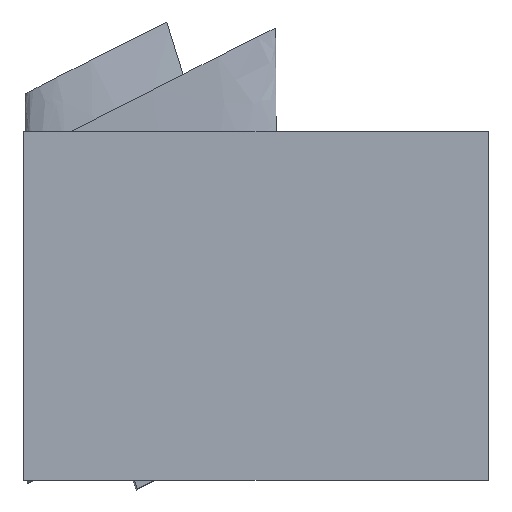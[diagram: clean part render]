
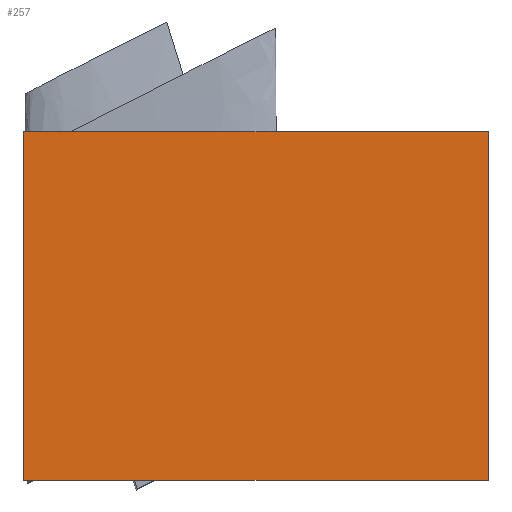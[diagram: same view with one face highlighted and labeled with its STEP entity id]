
A CAD part, top view. The second image highlights one B-rep face of the part: STEP entity #257.
In plain terms, the highlighted planar face has unit normal (0, 0, 1).
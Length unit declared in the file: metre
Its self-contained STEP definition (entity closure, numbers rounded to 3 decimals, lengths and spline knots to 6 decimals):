
#60=ORIENTED_EDGE('',*,*,#126,.F.);
#61=ORIENTED_EDGE('',*,*,#119,.F.);
#62=ORIENTED_EDGE('',*,*,#127,.T.);
#63=ORIENTED_EDGE('',*,*,#124,.T.);
#119=EDGE_CURVE('',#153,#151,#177,.T.);
#124=EDGE_CURVE('',#157,#156,#182,.T.);
#126=EDGE_CURVE('',#151,#156,#184,.T.);
#127=EDGE_CURVE('',#153,#157,#185,.T.);
#151=VERTEX_POINT('',#378);
#153=VERTEX_POINT('',#382);
#156=VERTEX_POINT('',#392);
#157=VERTEX_POINT('',#394);
#177=LINE('',#383,#195);
#182=LINE('',#393,#200);
#184=LINE('',#397,#202);
#185=LINE('',#398,#203);
#195=VECTOR('',#331,1.);
#200=VECTOR('',#340,1.);
#202=VECTOR('',#344,1.);
#203=VECTOR('',#345,1.);
#213=EDGE_LOOP('',(#60,#61,#62,#63));
#229=FACE_BOUND('',#213,.T.);
#245=PLANE('',#312);
#257=ADVANCED_FACE('',(#229),#245,.T.);
#312=AXIS2_PLACEMENT_3D('',#396,#342,#343);
#331=DIRECTION('',(0.,1.,0.));
#340=DIRECTION('',(0.,1.,0.));
#342=DIRECTION('',(0.,0.,1.));
#343=DIRECTION('',(1.,0.,0.));
#344=DIRECTION('',(1.,0.,0.));
#345=DIRECTION('',(1.,0.,0.));
#378=CARTESIAN_POINT('',(0.,0.,0.02413));
#382=CARTESIAN_POINT('',(0.,-0.1524,0.02413));
#383=CARTESIAN_POINT('',(0.,-0.1524,0.02413));
#392=CARTESIAN_POINT('',(0.2032,0.,0.02413));
#393=CARTESIAN_POINT('',(0.2032,-0.1524,0.02413));
#394=CARTESIAN_POINT('',(0.2032,-0.1524,0.02413));
#396=CARTESIAN_POINT('',(0.1016,-0.1524,0.02413));
#397=CARTESIAN_POINT('',(0.1016,0.,0.02413));
#398=CARTESIAN_POINT('',(0.1016,-0.1524,0.02413));
